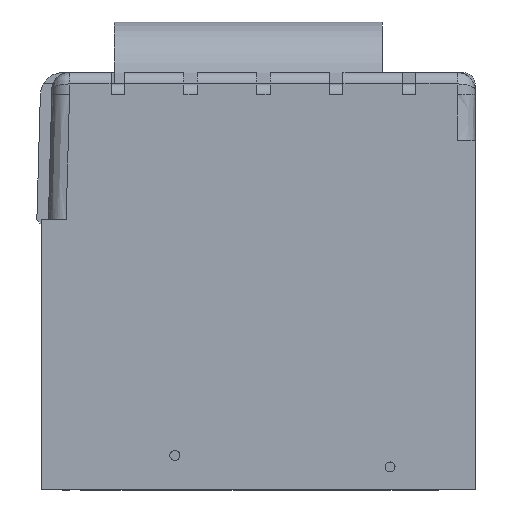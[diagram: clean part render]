
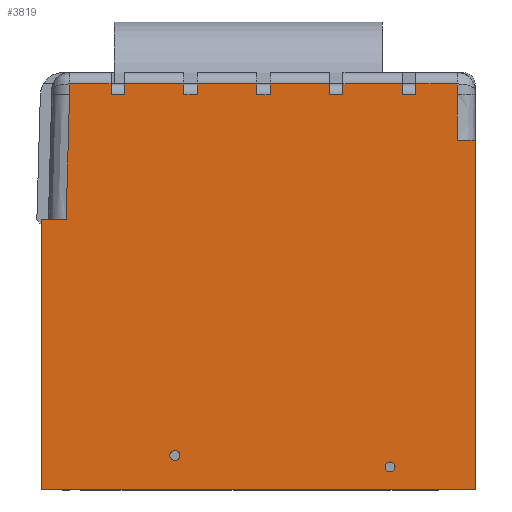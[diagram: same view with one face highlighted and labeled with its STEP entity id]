
A CAD part, front view. The second image highlights one B-rep face of the part: STEP entity #3819.
In plain terms, the highlighted planar face has unit normal (0, -1, 0).
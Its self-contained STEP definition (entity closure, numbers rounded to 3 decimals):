
#79=FACE_BOUND('',#477,.T.);
#80=FACE_BOUND('',#478,.T.);
#95=CIRCLE('',#4007,1.4);
#97=CIRCLE('',#4010,1.4);
#260=FACE_OUTER_BOUND('',#476,.T.);
#476=EDGE_LOOP('',(#2829,#2830,#2831,#2832,#2833,#2834,#2835,#2836,#2837,
#2838,#2839,#2840,#2841,#2842,#2843,#2844,#2845,#2846,#2847,#2848,#2849,
#2850,#2851,#2852,#2853,#2854,#2855,#2856,#2857,#2858,#2859));
#477=EDGE_LOOP('',(#2860));
#478=EDGE_LOOP('',(#2861));
#754=LINE('',#7281,#1068);
#759=LINE('',#7335,#1073);
#762=LINE('',#7414,#1076);
#766=LINE('',#7532,#1080);
#767=LINE('',#7534,#1081);
#768=LINE('',#7536,#1082);
#769=LINE('',#7543,#1083);
#770=LINE('',#7545,#1084);
#771=LINE('',#7547,#1085);
#772=LINE('',#7549,#1086);
#773=LINE('',#7551,#1087);
#774=LINE('',#7553,#1088);
#775=LINE('',#7555,#1089);
#776=LINE('',#7557,#1090);
#777=LINE('',#7559,#1091);
#778=LINE('',#7561,#1092);
#779=LINE('',#7563,#1093);
#780=LINE('',#7565,#1094);
#781=LINE('',#7567,#1095);
#782=LINE('',#7569,#1096);
#783=LINE('',#7571,#1097);
#784=LINE('',#7573,#1098);
#785=LINE('',#7575,#1099);
#786=LINE('',#7577,#1100);
#787=LINE('',#7579,#1101);
#788=LINE('',#7581,#1102);
#789=LINE('',#7583,#1103);
#790=LINE('',#7584,#1104);
#1068=VECTOR('',#4476,10.);
#1073=VECTOR('',#4495,10.);
#1076=VECTOR('',#4500,10.);
#1080=VECTOR('',#4510,10.);
#1081=VECTOR('',#4511,10.);
#1082=VECTOR('',#4512,10.);
#1083=VECTOR('',#4513,10.);
#1084=VECTOR('',#4514,10.);
#1085=VECTOR('',#4515,10.);
#1086=VECTOR('',#4516,10.);
#1087=VECTOR('',#4517,10.);
#1088=VECTOR('',#4518,10.);
#1089=VECTOR('',#4519,10.);
#1090=VECTOR('',#4520,10.);
#1091=VECTOR('',#4521,10.);
#1092=VECTOR('',#4522,10.);
#1093=VECTOR('',#4523,10.);
#1094=VECTOR('',#4524,10.);
#1095=VECTOR('',#4525,10.);
#1096=VECTOR('',#4526,10.);
#1097=VECTOR('',#4527,10.);
#1098=VECTOR('',#4528,10.);
#1099=VECTOR('',#4529,10.);
#1100=VECTOR('',#4530,10.);
#1101=VECTOR('',#4531,10.);
#1102=VECTOR('',#4532,10.);
#1103=VECTOR('',#4533,10.);
#1104=VECTOR('',#4534,10.);
#1299=B_SPLINE_CURVE_WITH_KNOTS('',3,(#5663,#5664,#5665,#5666,#5667,#5668),
 .UNSPECIFIED.,.F.,.F.,(4,2,4),(-9.144,-5.334,-1.524),
 .UNSPECIFIED.);
#1370=B_SPLINE_CURVE_WITH_KNOTS('',3,(#7523,#7524,#7525,#7526),
 .UNSPECIFIED.,.F.,.F.,(4,4),(0.014,3.525),
 .UNSPECIFIED.);
#1372=B_SPLINE_CURVE_WITH_KNOTS('',3,(#7538,#7539,#7540,#7541),
 .UNSPECIFIED.,.F.,.F.,(4,4),(-1.29,0.),
 .UNSPECIFIED.);
#1495=VERTEX_POINT('',#5657);
#1496=VERTEX_POINT('',#5662);
#1526=VERTEX_POINT('',#6110);
#1528=VERTEX_POINT('',#6116);
#1649=VERTEX_POINT('',#7264);
#1650=VERTEX_POINT('',#7318);
#1656=VERTEX_POINT('',#7333);
#1660=VERTEX_POINT('',#7346);
#1664=VERTEX_POINT('',#7458);
#1665=VERTEX_POINT('',#7533);
#1666=VERTEX_POINT('',#7535);
#1667=VERTEX_POINT('',#7537);
#1668=VERTEX_POINT('',#7542);
#1669=VERTEX_POINT('',#7544);
#1670=VERTEX_POINT('',#7546);
#1671=VERTEX_POINT('',#7548);
#1672=VERTEX_POINT('',#7550);
#1673=VERTEX_POINT('',#7552);
#1674=VERTEX_POINT('',#7554);
#1675=VERTEX_POINT('',#7556);
#1676=VERTEX_POINT('',#7558);
#1677=VERTEX_POINT('',#7560);
#1678=VERTEX_POINT('',#7562);
#1679=VERTEX_POINT('',#7564);
#1680=VERTEX_POINT('',#7566);
#1681=VERTEX_POINT('',#7568);
#1682=VERTEX_POINT('',#7570);
#1683=VERTEX_POINT('',#7572);
#1684=VERTEX_POINT('',#7574);
#1685=VERTEX_POINT('',#7576);
#1686=VERTEX_POINT('',#7578);
#1687=VERTEX_POINT('',#7580);
#1688=VERTEX_POINT('',#7582);
#1900=EDGE_CURVE('',#1496,#1495,#1299,.T.);
#1937=EDGE_CURVE('',#1526,#1526,#95,.T.);
#1940=EDGE_CURVE('',#1528,#1528,#97,.T.);
#2087=EDGE_CURVE('',#1495,#1649,#754,.T.);
#2097=EDGE_CURVE('',#1656,#1650,#759,.T.);
#2102=EDGE_CURVE('',#1660,#1656,#762,.T.);
#2109=EDGE_CURVE('',#1664,#1660,#1370,.T.);
#2111=EDGE_CURVE('',#1496,#1664,#766,.T.);
#2112=EDGE_CURVE('',#1649,#1665,#767,.T.);
#2113=EDGE_CURVE('',#1665,#1666,#768,.T.);
#2114=EDGE_CURVE('',#1667,#1666,#1372,.T.);
#2115=EDGE_CURVE('',#1668,#1667,#769,.T.);
#2116=EDGE_CURVE('',#1669,#1668,#770,.T.);
#2117=EDGE_CURVE('',#1670,#1669,#771,.T.);
#2118=EDGE_CURVE('',#1671,#1670,#772,.T.);
#2119=EDGE_CURVE('',#1671,#1672,#773,.T.);
#2120=EDGE_CURVE('',#1673,#1672,#774,.T.);
#2121=EDGE_CURVE('',#1674,#1673,#775,.T.);
#2122=EDGE_CURVE('',#1675,#1674,#776,.T.);
#2123=EDGE_CURVE('',#1675,#1676,#777,.T.);
#2124=EDGE_CURVE('',#1677,#1676,#778,.T.);
#2125=EDGE_CURVE('',#1678,#1677,#779,.T.);
#2126=EDGE_CURVE('',#1679,#1678,#780,.T.);
#2127=EDGE_CURVE('',#1679,#1680,#781,.T.);
#2128=EDGE_CURVE('',#1681,#1680,#782,.T.);
#2129=EDGE_CURVE('',#1682,#1681,#783,.T.);
#2130=EDGE_CURVE('',#1683,#1682,#784,.T.);
#2131=EDGE_CURVE('',#1683,#1684,#785,.T.);
#2132=EDGE_CURVE('',#1685,#1684,#786,.T.);
#2133=EDGE_CURVE('',#1686,#1685,#787,.T.);
#2134=EDGE_CURVE('',#1687,#1686,#788,.T.);
#2135=EDGE_CURVE('',#1687,#1688,#789,.T.);
#2136=EDGE_CURVE('',#1650,#1688,#790,.T.);
#2829=ORIENTED_EDGE('',*,*,#2097,.F.);
#2830=ORIENTED_EDGE('',*,*,#2102,.F.);
#2831=ORIENTED_EDGE('',*,*,#2109,.F.);
#2832=ORIENTED_EDGE('',*,*,#2111,.F.);
#2833=ORIENTED_EDGE('',*,*,#1900,.T.);
#2834=ORIENTED_EDGE('',*,*,#2087,.T.);
#2835=ORIENTED_EDGE('',*,*,#2112,.T.);
#2836=ORIENTED_EDGE('',*,*,#2113,.T.);
#2837=ORIENTED_EDGE('',*,*,#2114,.F.);
#2838=ORIENTED_EDGE('',*,*,#2115,.F.);
#2839=ORIENTED_EDGE('',*,*,#2116,.F.);
#2840=ORIENTED_EDGE('',*,*,#2117,.F.);
#2841=ORIENTED_EDGE('',*,*,#2118,.F.);
#2842=ORIENTED_EDGE('',*,*,#2119,.T.);
#2843=ORIENTED_EDGE('',*,*,#2120,.F.);
#2844=ORIENTED_EDGE('',*,*,#2121,.F.);
#2845=ORIENTED_EDGE('',*,*,#2122,.F.);
#2846=ORIENTED_EDGE('',*,*,#2123,.T.);
#2847=ORIENTED_EDGE('',*,*,#2124,.F.);
#2848=ORIENTED_EDGE('',*,*,#2125,.F.);
#2849=ORIENTED_EDGE('',*,*,#2126,.F.);
#2850=ORIENTED_EDGE('',*,*,#2127,.T.);
#2851=ORIENTED_EDGE('',*,*,#2128,.F.);
#2852=ORIENTED_EDGE('',*,*,#2129,.F.);
#2853=ORIENTED_EDGE('',*,*,#2130,.F.);
#2854=ORIENTED_EDGE('',*,*,#2131,.T.);
#2855=ORIENTED_EDGE('',*,*,#2132,.F.);
#2856=ORIENTED_EDGE('',*,*,#2133,.F.);
#2857=ORIENTED_EDGE('',*,*,#2134,.F.);
#2858=ORIENTED_EDGE('',*,*,#2135,.T.);
#2859=ORIENTED_EDGE('',*,*,#2136,.F.);
#2860=ORIENTED_EDGE('',*,*,#1937,.T.);
#2861=ORIENTED_EDGE('',*,*,#1940,.T.);
#3666=PLANE('',#4052);
#3819=ADVANCED_FACE('',(#260,#79,#80),#3666,.T.);
#4007=AXIS2_PLACEMENT_3D('',#6112,#4309,#4310);
#4010=AXIS2_PLACEMENT_3D('',#6118,#4316,#4317);
#4052=AXIS2_PLACEMENT_3D('',#7531,#4508,#4509);
#4309=DIRECTION('center_axis',(0.,1.,0.));
#4310=DIRECTION('ref_axis',(-1.,0.,0.));
#4316=DIRECTION('center_axis',(0.,1.,0.));
#4317=DIRECTION('ref_axis',(-1.,0.,0.));
#4476=DIRECTION('',(1.,0.,0.));
#4495=DIRECTION('',(0.,0.,1.));
#4500=DIRECTION('',(-1.,0.,0.));
#4508=DIRECTION('center_axis',(0.,-1.,0.));
#4509=DIRECTION('ref_axis',(0.,0.,-1.));
#4510=DIRECTION('',(1.,0.,0.));
#4511=DIRECTION('',(0.,0.,1.));
#4512=DIRECTION('',(-1.,0.,0.));
#4513=DIRECTION('',(0.,0.,-1.));
#4514=DIRECTION('',(1.,0.,0.));
#4515=DIRECTION('',(0.,0.,1.));
#4516=DIRECTION('',(1.,0.,0.));
#4517=DIRECTION('',(0.,0.,1.));
#4518=DIRECTION('',(1.,0.,0.));
#4519=DIRECTION('',(0.,0.,1.));
#4520=DIRECTION('',(1.,0.,0.));
#4521=DIRECTION('',(0.,0.,1.));
#4522=DIRECTION('',(1.,0.,0.));
#4523=DIRECTION('',(0.,0.,1.));
#4524=DIRECTION('',(1.,0.,0.));
#4525=DIRECTION('',(0.,0.,1.));
#4526=DIRECTION('',(1.,0.,0.));
#4527=DIRECTION('',(0.,0.,1.));
#4528=DIRECTION('',(1.,0.,0.));
#4529=DIRECTION('',(0.,0.,1.));
#4530=DIRECTION('',(1.,0.,0.));
#4531=DIRECTION('',(0.,0.,1.));
#4532=DIRECTION('',(1.,0.,0.));
#4533=DIRECTION('',(0.,0.,1.));
#4534=DIRECTION('',(1.,0.,0.));
#5657=CARTESIAN_POINT('',(-61.1,-81.8,0.));
#5662=CARTESIAN_POINT('',(-61.1,-81.8,76.2));
#5663=CARTESIAN_POINT('Ctrl Pts',(-61.1,-81.8,76.2));
#5664=CARTESIAN_POINT('Ctrl Pts',(-61.1,-81.8,63.5));
#5665=CARTESIAN_POINT('Ctrl Pts',(-61.1,-81.8,50.8));
#5666=CARTESIAN_POINT('Ctrl Pts',(-61.1,-81.8,25.4));
#5667=CARTESIAN_POINT('Ctrl Pts',(-61.1,-81.8,12.7));
#5668=CARTESIAN_POINT('Ctrl Pts',(-61.1,-81.8,0.));
#6110=CARTESIAN_POINT('',(-22.023,-81.8,9.742));
#6112=CARTESIAN_POINT('Origin',(-23.423,-81.8,9.742));
#6116=CARTESIAN_POINT('',(38.561,-81.8,6.497));
#6118=CARTESIAN_POINT('Origin',(37.161,-81.8,6.497));
#7264=CARTESIAN_POINT('',(61.1,-81.8,0.));
#7281=CARTESIAN_POINT('',(-61.1,-81.8,0.));
#7318=CARTESIAN_POINT('',(-53.1,-81.8,114.3));
#7333=CARTESIAN_POINT('',(-53.1,-81.8,111.3));
#7335=CARTESIAN_POINT('',(-53.1,-81.8,57.15));
#7346=CARTESIAN_POINT('',(-53.08,-81.8,111.3));
#7414=CARTESIAN_POINT('',(-41.4,-81.8,111.3));
#7458=CARTESIAN_POINT('',(-54.031,-81.8,76.2));
#7523=CARTESIAN_POINT('Ctrl Pts',(-54.031,-81.8,76.2));
#7524=CARTESIAN_POINT('Ctrl Pts',(-53.714,-81.8,87.9));
#7525=CARTESIAN_POINT('Ctrl Pts',(-53.397,-81.8,99.6));
#7526=CARTESIAN_POINT('Ctrl Pts',(-53.08,-81.8,111.3));
#7531=CARTESIAN_POINT('Origin',(-61.1,-81.8,0.));
#7532=CARTESIAN_POINT('',(-58.76,-81.8,76.2));
#7533=CARTESIAN_POINT('',(61.1,-81.8,98.4));
#7534=CARTESIAN_POINT('',(61.1,-81.8,0.));
#7535=CARTESIAN_POINT('',(56.1,-81.8,98.4));
#7536=CARTESIAN_POINT('',(-30.842,-81.8,98.4));
#7537=CARTESIAN_POINT('',(56.1,-81.8,111.3));
#7538=CARTESIAN_POINT('Ctrl Pts',(56.1,-81.8,111.3));
#7539=CARTESIAN_POINT('Ctrl Pts',(56.1,-81.8,107.));
#7540=CARTESIAN_POINT('Ctrl Pts',(56.1,-81.8,102.7));
#7541=CARTESIAN_POINT('Ctrl Pts',(56.1,-81.8,98.4));
#7542=CARTESIAN_POINT('',(56.1,-81.8,114.3));
#7543=CARTESIAN_POINT('',(56.1,-81.8,57.15));
#7544=CARTESIAN_POINT('',(44.4,-81.8,114.3));
#7545=CARTESIAN_POINT('',(48.575,-81.8,114.3));
#7546=CARTESIAN_POINT('',(44.4,-81.8,111.3));
#7547=CARTESIAN_POINT('',(44.4,-81.8,114.3));
#7548=CARTESIAN_POINT('',(40.6,-81.8,111.3));
#7549=CARTESIAN_POINT('',(-29.766,-81.8,111.3));
#7550=CARTESIAN_POINT('',(40.6,-81.8,114.3));
#7551=CARTESIAN_POINT('',(40.6,-81.8,114.3));
#7552=CARTESIAN_POINT('',(23.9,-81.8,114.3));
#7553=CARTESIAN_POINT('',(28.075,-81.8,114.3));
#7554=CARTESIAN_POINT('',(23.9,-81.8,111.3));
#7555=CARTESIAN_POINT('',(23.9,-81.8,114.3));
#7556=CARTESIAN_POINT('',(20.1,-81.8,111.3));
#7557=CARTESIAN_POINT('',(-29.766,-81.8,111.3));
#7558=CARTESIAN_POINT('',(20.1,-81.8,114.3));
#7559=CARTESIAN_POINT('',(20.1,-81.8,114.3));
#7560=CARTESIAN_POINT('',(3.4,-81.8,114.3));
#7561=CARTESIAN_POINT('',(7.575,-81.8,114.3));
#7562=CARTESIAN_POINT('',(3.4,-81.8,111.3));
#7563=CARTESIAN_POINT('',(3.4,-81.8,114.3));
#7564=CARTESIAN_POINT('',(-0.4,-81.8,111.3));
#7565=CARTESIAN_POINT('',(-29.766,-81.8,111.3));
#7566=CARTESIAN_POINT('',(-0.4,-81.8,114.3));
#7567=CARTESIAN_POINT('',(-0.4,-81.8,114.3));
#7568=CARTESIAN_POINT('',(-17.1,-81.8,114.3));
#7569=CARTESIAN_POINT('',(-12.925,-81.8,114.3));
#7570=CARTESIAN_POINT('',(-17.1,-81.8,111.3));
#7571=CARTESIAN_POINT('',(-17.1,-81.8,114.3));
#7572=CARTESIAN_POINT('',(-20.9,-81.8,111.3));
#7573=CARTESIAN_POINT('',(-29.766,-81.8,111.3));
#7574=CARTESIAN_POINT('',(-20.9,-81.8,114.3));
#7575=CARTESIAN_POINT('',(-20.9,-81.8,114.3));
#7576=CARTESIAN_POINT('',(-37.6,-81.8,114.3));
#7577=CARTESIAN_POINT('',(-33.425,-81.8,114.3));
#7578=CARTESIAN_POINT('',(-37.6,-81.8,111.3));
#7579=CARTESIAN_POINT('',(-37.6,-81.8,114.3));
#7580=CARTESIAN_POINT('',(-41.4,-81.8,111.3));
#7581=CARTESIAN_POINT('',(-29.766,-81.8,111.3));
#7582=CARTESIAN_POINT('',(-41.4,-81.8,114.3));
#7583=CARTESIAN_POINT('',(-41.4,-81.8,114.3));
#7584=CARTESIAN_POINT('',(-53.925,-81.8,114.3));
